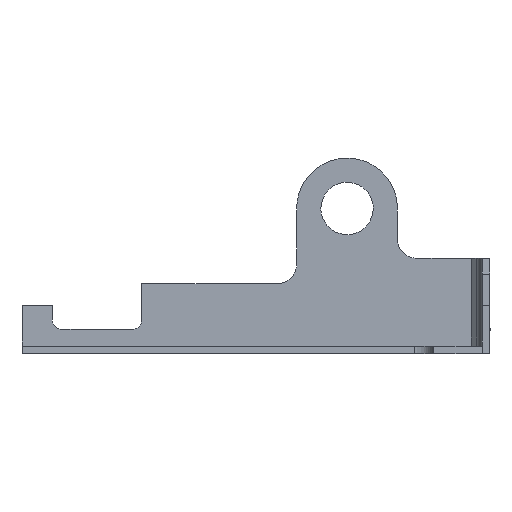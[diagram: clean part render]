
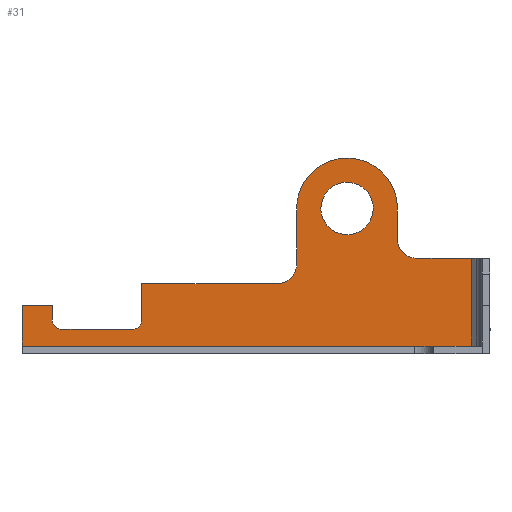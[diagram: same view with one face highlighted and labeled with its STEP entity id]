
A CAD part, left-side view. The second image highlights one B-rep face of the part: STEP entity #31.
In plain terms, the highlighted planar face has unit normal (-1, 0, 0).
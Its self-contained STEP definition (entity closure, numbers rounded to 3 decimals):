
#18=FACE_BOUND('',#220,.T.);
#31=ADVANCED_FACE('',(#125,#18),#1401,.T.);
#125=FACE_OUTER_BOUND('',#219,.T.);
#219=EDGE_LOOP('',(#354,#355,#356,#357,#358,#359,#360,#361,#362,#363,#364,
#365,#366,#367));
#220=EDGE_LOOP('',(#368,#369));
#354=ORIENTED_EDGE('',*,*,#893,.F.);
#355=ORIENTED_EDGE('',*,*,#858,.F.);
#356=ORIENTED_EDGE('',*,*,#847,.F.);
#357=ORIENTED_EDGE('',*,*,#848,.F.);
#358=ORIENTED_EDGE('',*,*,#849,.F.);
#359=ORIENTED_EDGE('',*,*,#845,.F.);
#360=ORIENTED_EDGE('',*,*,#846,.F.);
#361=ORIENTED_EDGE('',*,*,#857,.T.);
#362=ORIENTED_EDGE('',*,*,#808,.T.);
#363=ORIENTED_EDGE('',*,*,#786,.F.);
#364=ORIENTED_EDGE('',*,*,#883,.T.);
#365=ORIENTED_EDGE('',*,*,#804,.T.);
#366=ORIENTED_EDGE('',*,*,#887,.F.);
#367=ORIENTED_EDGE('',*,*,#889,.F.);
#368=ORIENTED_EDGE('',*,*,#842,.T.);
#369=ORIENTED_EDGE('',*,*,#896,.T.);
#786=EDGE_CURVE('',#1259,#1261,#1140,.T.);
#804=EDGE_CURVE('',#1273,#1315,#1019,.T.);
#808=EDGE_CURVE('',#1275,#1261,#1022,.T.);
#842=EDGE_CURVE('',#1272,#1323,#1162,.T.);
#845=EDGE_CURVE('',#1291,#1292,#1165,.T.);
#846=EDGE_CURVE('',#1293,#1291,#1050,.T.);
#847=EDGE_CURVE('',#1294,#1295,#1051,.T.);
#848=EDGE_CURVE('',#1296,#1294,#1166,.T.);
#849=EDGE_CURVE('',#1292,#1296,#1052,.T.);
#857=EDGE_CURVE('',#1293,#1275,#1058,.T.);
#858=EDGE_CURVE('',#1295,#1321,#1059,.T.);
#883=EDGE_CURVE('',#1259,#1273,#1072,.T.);
#887=EDGE_CURVE('',#1317,#1315,#1183,.T.);
#889=EDGE_CURVE('',#1319,#1317,#1185,.T.);
#893=EDGE_CURVE('',#1321,#1319,#1188,.T.);
#896=EDGE_CURVE('',#1323,#1272,#1191,.T.);
#1019=B_SPLINE_CURVE_WITH_KNOTS('',1,(#1960,#1961),.UNSPECIFIED.,.F.,.F.,
(2,2),(1.117,6.75),.UNSPECIFIED.);
#1022=B_SPLINE_CURVE_WITH_KNOTS('',1,(#1971,#1972),.UNSPECIFIED.,.F.,.F.,
(2,2),(-5.,-0.8),.UNSPECIFIED.);
#1050=B_SPLINE_CURVE_WITH_KNOTS('',1,(#2068,#2069),.UNSPECIFIED.,.F.,.F.,
(2,2),(-0.725,0.761),.UNSPECIFIED.);
#1051=B_SPLINE_CURVE_WITH_KNOTS('',1,(#2070,#2071),.UNSPECIFIED.,.F.,.F.,
(2,2),(-0.761,2.98),.UNSPECIFIED.);
#1052=B_SPLINE_CURVE_WITH_KNOTS('',1,(#2077,#2078),.UNSPECIFIED.,.F.,.F.,
(2,2),(-7.255,0.),.UNSPECIFIED.);
#1058=B_SPLINE_CURVE_WITH_KNOTS('',1,(#2097,#2098),.UNSPECIFIED.,.F.,.F.,
(2,2),(69.359,72.5),.UNSPECIFIED.);
#1059=B_SPLINE_CURVE_WITH_KNOTS('',1,(#2099,#2100,#2101),.UNSPECIFIED.,
 .F.,.F.,(2,1,2),(2.99,6.376,16.976),
 .UNSPECIFIED.);
#1072=B_SPLINE_CURVE_WITH_KNOTS('',1,(#2158,#2159),.UNSPECIFIED.,.F.,.F.,
(2,2),(11.976,21.045),.UNSPECIFIED.);
#1140=(
BOUNDED_CURVE()
B_SPLINE_CURVE(2,(#1913,#1914,#1915),.UNSPECIFIED.,.F.,.F.)
B_SPLINE_CURVE_WITH_KNOTS((3,3),(25.211,71.594),
 .UNSPECIFIED.)
CURVE()
GEOMETRIC_REPRESENTATION_ITEM()
RATIONAL_B_SPLINE_CURVE((1.,1.,1.))
REPRESENTATION_ITEM('')
);
#1162=(
BOUNDED_CURVE()
B_SPLINE_CURVE(2,(#2053,#2054,#2055,#2056,#2057),.UNSPECIFIED.,.F.,.F.)
B_SPLINE_CURVE_WITH_KNOTS((3,2,3),(-8.482,-4.241,
0.),.UNSPECIFIED.)
CURVE()
GEOMETRIC_REPRESENTATION_ITEM()
RATIONAL_B_SPLINE_CURVE((1.,0.707,1.,0.707,1.))
REPRESENTATION_ITEM('')
);
#1165=(
BOUNDED_CURVE()
B_SPLINE_CURVE(2,(#2065,#2066,#2067),.UNSPECIFIED.,.F.,.F.)
B_SPLINE_CURVE_WITH_KNOTS((3,3),(-6.301,-4.755),
 .UNSPECIFIED.)
CURVE()
GEOMETRIC_REPRESENTATION_ITEM()
RATIONAL_B_SPLINE_CURVE((1.,0.707,1.))
REPRESENTATION_ITEM('')
);
#1166=(
BOUNDED_CURVE()
B_SPLINE_CURVE(2,(#2072,#2073,#2074,#2075,#2076),.UNSPECIFIED.,.F.,.F.)
B_SPLINE_CURVE_WITH_KNOTS((3,2,3),(-10.846,-10.073,
-9.301),.UNSPECIFIED.)
CURVE()
GEOMETRIC_REPRESENTATION_ITEM()
RATIONAL_B_SPLINE_CURVE((1.,0.924,1.,0.924,1.))
REPRESENTATION_ITEM('')
);
#1183=(
BOUNDED_CURVE()
B_SPLINE_CURVE(2,(#2166,#2167,#2168),.UNSPECIFIED.,.F.,.F.)
B_SPLINE_CURVE_WITH_KNOTS((3,3),(-3.142,0.),.UNSPECIFIED.)
CURVE()
GEOMETRIC_REPRESENTATION_ITEM()
RATIONAL_B_SPLINE_CURVE((1.,0.707,1.))
REPRESENTATION_ITEM('')
);
#1185=(
BOUNDED_CURVE()
B_SPLINE_CURVE(2,(#2172,#2173,#2174,#2175,#2176,#2177,#2178,#2179,#2180,
#2181,#2182,#2183,#2184),.UNSPECIFIED.,.F.,.F.)
B_SPLINE_CURVE_WITH_KNOTS((3,2,2,2,2,2,3),(4.255,10.,
12.121,14.241,16.362,18.482,21.613),
 .UNSPECIFIED.)
CURVE()
GEOMETRIC_REPRESENTATION_ITEM()
RATIONAL_B_SPLINE_CURVE((1.,1.,1.,0.924,1.,0.924,
1.,0.924,1.,0.924,1.,1.,1.))
REPRESENTATION_ITEM('')
);
#1188=(
BOUNDED_CURVE()
B_SPLINE_CURVE(2,(#2202,#2203,#2204),.UNSPECIFIED.,.F.,.F.)
B_SPLINE_CURVE_WITH_KNOTS((3,3),(-3.142,0.),.UNSPECIFIED.)
CURVE()
GEOMETRIC_REPRESENTATION_ITEM()
RATIONAL_B_SPLINE_CURVE((1.,0.707,1.))
REPRESENTATION_ITEM('')
);
#1191=(
BOUNDED_CURVE()
B_SPLINE_CURVE(2,(#2210,#2211,#2212,#2213,#2214),.UNSPECIFIED.,.F.,.F.)
B_SPLINE_CURVE_WITH_KNOTS((3,2,3),(0.,4.241,8.482),
 .UNSPECIFIED.)
CURVE()
GEOMETRIC_REPRESENTATION_ITEM()
RATIONAL_B_SPLINE_CURVE((1.,0.707,1.,0.707,1.))
REPRESENTATION_ITEM('')
);
#1259=VERTEX_POINT('',#1829);
#1261=VERTEX_POINT('',#1831);
#1272=VERTEX_POINT('',#1842);
#1273=VERTEX_POINT('',#1843);
#1275=VERTEX_POINT('',#1845);
#1291=VERTEX_POINT('',#1861);
#1292=VERTEX_POINT('',#1862);
#1293=VERTEX_POINT('',#1863);
#1294=VERTEX_POINT('',#1864);
#1295=VERTEX_POINT('',#1865);
#1296=VERTEX_POINT('',#1866);
#1315=VERTEX_POINT('',#1885);
#1317=VERTEX_POINT('',#1887);
#1319=VERTEX_POINT('',#1889);
#1321=VERTEX_POINT('',#1891);
#1323=VERTEX_POINT('',#1893);
#1401=PLANE('',#1515);
#1515=AXIS2_PLACEMENT_3D('',#1669,#1574,$);
#1574=DIRECTION('',(-1.,0.,0.));
#1669=CARTESIAN_POINT('',(-391.32,305.217,346.904));
#1829=CARTESIAN_POINT('',(-391.32,305.217,347.704));
#1831=CARTESIAN_POINT('',(-391.32,351.6,347.704));
#1842=CARTESIAN_POINT('',(-391.32,320.75,361.904));
#1843=CARTESIAN_POINT('',(-391.32,305.217,356.773));
#1845=CARTESIAN_POINT('',(-391.32,351.6,351.904));
#1861=CARTESIAN_POINT('',(-391.32,348.459,350.418));
#1862=CARTESIAN_POINT('',(-391.32,347.476,349.434));
#1863=CARTESIAN_POINT('',(-391.32,348.459,351.904));
#1864=CARTESIAN_POINT('',(-391.32,339.237,350.418));
#1865=CARTESIAN_POINT('',(-391.32,339.237,354.159));
#1866=CARTESIAN_POINT('',(-391.32,340.22,349.434));
#1885=CARTESIAN_POINT('',(-391.32,310.85,356.773));
#1887=CARTESIAN_POINT('',(-391.32,312.85,358.773));
#1889=CARTESIAN_POINT('',(-391.32,323.25,356.159));
#1891=CARTESIAN_POINT('',(-391.32,325.25,354.159));
#1893=CARTESIAN_POINT('',(-391.32,315.35,361.904));
#1913=CARTESIAN_POINT('',(-391.32,305.217,347.704));
#1914=CARTESIAN_POINT('',(-391.32,328.409,347.704));
#1915=CARTESIAN_POINT('',(-391.32,351.6,347.704));
#1960=CARTESIAN_POINT('',(-391.32,305.217,356.773));
#1961=CARTESIAN_POINT('',(-391.32,310.85,356.773));
#1971=CARTESIAN_POINT('',(-391.32,351.6,351.904));
#1972=CARTESIAN_POINT('',(-391.32,351.6,347.704));
#2053=CARTESIAN_POINT('',(-391.32,320.75,361.904));
#2054=CARTESIAN_POINT('',(-391.32,320.75,364.604));
#2055=CARTESIAN_POINT('',(-391.32,318.05,364.604));
#2056=CARTESIAN_POINT('',(-391.32,315.35,364.604));
#2057=CARTESIAN_POINT('',(-391.32,315.35,361.904));
#2065=CARTESIAN_POINT('',(-391.32,348.459,350.418));
#2066=CARTESIAN_POINT('',(-391.32,348.459,349.434));
#2067=CARTESIAN_POINT('',(-391.32,347.476,349.434));
#2068=CARTESIAN_POINT('',(-391.32,348.459,351.904));
#2069=CARTESIAN_POINT('',(-391.32,348.459,350.418));
#2070=CARTESIAN_POINT('',(-391.32,339.237,350.418));
#2071=CARTESIAN_POINT('',(-391.32,339.237,354.159));
#2072=CARTESIAN_POINT('',(-391.32,340.22,349.434));
#2073=CARTESIAN_POINT('',(-391.32,339.813,349.434));
#2074=CARTESIAN_POINT('',(-391.32,339.525,349.722));
#2075=CARTESIAN_POINT('',(-391.32,339.237,350.011));
#2076=CARTESIAN_POINT('',(-391.32,339.237,350.418));
#2077=CARTESIAN_POINT('',(-391.32,347.476,349.434));
#2078=CARTESIAN_POINT('',(-391.32,340.22,349.434));
#2097=CARTESIAN_POINT('',(-391.32,348.459,351.904));
#2098=CARTESIAN_POINT('',(-391.32,351.6,351.904));
#2099=CARTESIAN_POINT('',(-391.32,339.237,354.159));
#2100=CARTESIAN_POINT('',(-391.32,335.85,354.159));
#2101=CARTESIAN_POINT('',(-391.32,325.25,354.159));
#2158=CARTESIAN_POINT('',(-391.32,305.217,347.704));
#2159=CARTESIAN_POINT('',(-391.32,305.217,356.773));
#2166=CARTESIAN_POINT('',(-391.32,312.85,358.773));
#2167=CARTESIAN_POINT('',(-391.32,312.85,356.773));
#2168=CARTESIAN_POINT('',(-391.32,310.85,356.773));
#2172=CARTESIAN_POINT('',(-391.32,323.25,356.159));
#2173=CARTESIAN_POINT('',(-391.32,323.25,359.032));
#2174=CARTESIAN_POINT('',(-391.32,323.25,361.904));
#2175=CARTESIAN_POINT('',(-391.32,323.25,364.058));
#2176=CARTESIAN_POINT('',(-391.32,321.727,365.581));
#2177=CARTESIAN_POINT('',(-391.32,320.204,367.104));
#2178=CARTESIAN_POINT('',(-391.32,318.05,367.104));
#2179=CARTESIAN_POINT('',(-391.32,315.896,367.104));
#2180=CARTESIAN_POINT('',(-391.32,314.373,365.581));
#2181=CARTESIAN_POINT('',(-391.32,312.85,364.058));
#2182=CARTESIAN_POINT('',(-391.32,312.85,361.904));
#2183=CARTESIAN_POINT('',(-391.32,312.85,360.338));
#2184=CARTESIAN_POINT('',(-391.32,312.85,358.773));
#2202=CARTESIAN_POINT('',(-391.32,325.25,354.159));
#2203=CARTESIAN_POINT('',(-391.32,323.25,354.159));
#2204=CARTESIAN_POINT('',(-391.32,323.25,356.159));
#2210=CARTESIAN_POINT('',(-391.32,315.35,361.904));
#2211=CARTESIAN_POINT('',(-391.32,315.35,359.204));
#2212=CARTESIAN_POINT('',(-391.32,318.05,359.204));
#2213=CARTESIAN_POINT('',(-391.32,320.75,359.204));
#2214=CARTESIAN_POINT('',(-391.32,320.75,361.904));
